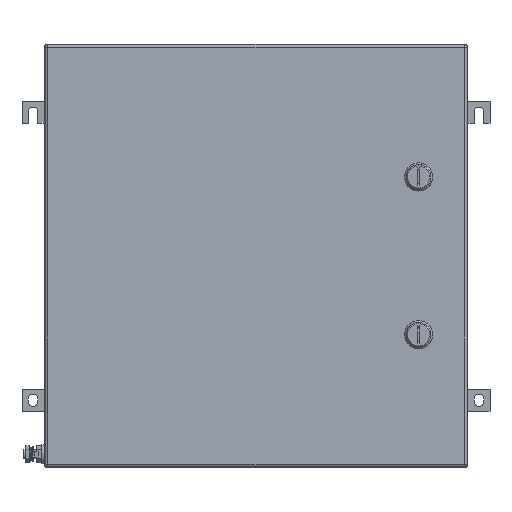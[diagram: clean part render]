
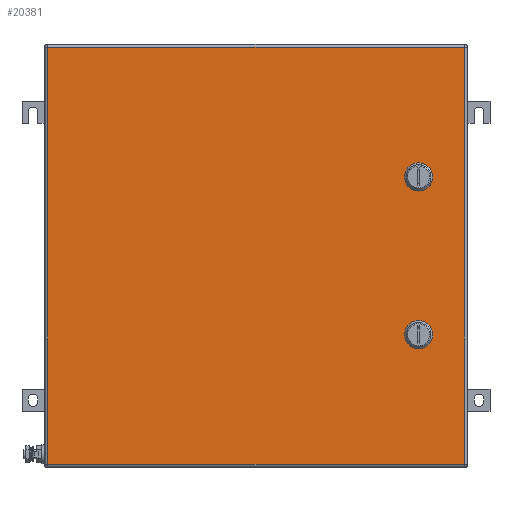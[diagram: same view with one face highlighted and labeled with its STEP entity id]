
A CAD part, top view. The second image highlights one B-rep face of the part: STEP entity #20381.
In plain terms, the highlighted planar face has unit normal (0, 0, 1).
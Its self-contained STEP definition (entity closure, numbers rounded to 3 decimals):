
#20195=AXIS2_PLACEMENT_3D('Circle Axis2P3D',#20193,#20194,$) ;
#20222=AXIS2_PLACEMENT_3D('Plane Axis2P3D',#20219,#20220,#20221) ;
#20267=AXIS2_PLACEMENT_3D('Circle Axis2P3D',#20265,#20266,$) ;
#20281=AXIS2_PLACEMENT_3D('Circle Axis2P3D',#20279,#20280,$) ;
#20295=AXIS2_PLACEMENT_3D('Circle Axis2P3D',#20293,#20294,$) ;
#20317=AXIS2_PLACEMENT_3D('Circle Axis2P3D',#20315,#20316,$) ;
#20333=AXIS2_PLACEMENT_3D('Circle Axis2P3D',#20331,#20332,$) ;
#20347=AXIS2_PLACEMENT_3D('Circle Axis2P3D',#20345,#20346,$) ;
#20361=AXIS2_PLACEMENT_3D('Circle Axis2P3D',#20359,#20360,$) ;
#20190=CARTESIAN_POINT('Vertex',(455.056,319.45,203.5)) ;
#20193=CARTESIAN_POINT('Axis2P3D Location',(450.,329.5,203.5)) ;
#20197=CARTESIAN_POINT('Vertex',(460.05,324.444,203.5)) ;
#20219=CARTESIAN_POINT('Axis2P3D Location',(265.5,240.,203.5)) ;
#20224=CARTESIAN_POINT('Line Origine',(265.5,476.5,203.5)) ;
#20228=CARTESIAN_POINT('Vertex',(502.,476.5,203.5)) ;
#20230=CARTESIAN_POINT('Vertex',(29.,476.5,203.5)) ;
#20233=CARTESIAN_POINT('Line Origine',(29.,240.,203.5)) ;
#20237=CARTESIAN_POINT('Vertex',(29.,3.5,203.5)) ;
#20240=CARTESIAN_POINT('Line Origine',(265.5,3.5,203.5)) ;
#20244=CARTESIAN_POINT('Vertex',(502.,3.5,203.5)) ;
#20247=CARTESIAN_POINT('Line Origine',(502.,240.,203.5)) ;
#20258=CARTESIAN_POINT('Line Origine',(450.,319.45,203.5)) ;
#20262=CARTESIAN_POINT('Vertex',(444.944,319.45,203.5)) ;
#20265=CARTESIAN_POINT('Axis2P3D Location',(450.,329.5,203.5)) ;
#20269=CARTESIAN_POINT('Vertex',(439.95,324.444,203.5)) ;
#20272=CARTESIAN_POINT('Line Origine',(439.95,329.5,203.5)) ;
#20276=CARTESIAN_POINT('Vertex',(439.95,334.556,203.5)) ;
#20279=CARTESIAN_POINT('Axis2P3D Location',(450.,329.5,203.5)) ;
#20283=CARTESIAN_POINT('Vertex',(444.944,339.55,203.5)) ;
#20286=CARTESIAN_POINT('Line Origine',(450.,339.55,203.5)) ;
#20290=CARTESIAN_POINT('Vertex',(455.056,339.55,203.5)) ;
#20293=CARTESIAN_POINT('Axis2P3D Location',(450.,329.5,203.5)) ;
#20297=CARTESIAN_POINT('Vertex',(460.05,334.556,203.5)) ;
#20300=CARTESIAN_POINT('Line Origine',(460.05,329.5,203.5)) ;
#20315=CARTESIAN_POINT('Axis2P3D Location',(450.,150.5,203.5)) ;
#20319=CARTESIAN_POINT('Vertex',(455.056,140.45,203.5)) ;
#20321=CARTESIAN_POINT('Vertex',(460.05,145.444,203.5)) ;
#20324=CARTESIAN_POINT('Line Origine',(450.,140.45,203.5)) ;
#20328=CARTESIAN_POINT('Vertex',(444.944,140.45,203.5)) ;
#20331=CARTESIAN_POINT('Axis2P3D Location',(450.,150.5,203.5)) ;
#20335=CARTESIAN_POINT('Vertex',(439.95,145.444,203.5)) ;
#20338=CARTESIAN_POINT('Line Origine',(439.95,150.5,203.5)) ;
#20342=CARTESIAN_POINT('Vertex',(439.95,155.556,203.5)) ;
#20345=CARTESIAN_POINT('Axis2P3D Location',(450.,150.5,203.5)) ;
#20349=CARTESIAN_POINT('Vertex',(444.944,160.55,203.5)) ;
#20352=CARTESIAN_POINT('Line Origine',(450.,160.55,203.5)) ;
#20356=CARTESIAN_POINT('Vertex',(455.056,160.55,203.5)) ;
#20359=CARTESIAN_POINT('Axis2P3D Location',(450.,150.5,203.5)) ;
#20363=CARTESIAN_POINT('Vertex',(460.05,155.556,203.5)) ;
#20366=CARTESIAN_POINT('Line Origine',(460.05,150.5,203.5)) ;
#20194=DIRECTION('Axis2P3D Direction',(0.,0.,1.)) ;
#20220=DIRECTION('Axis2P3D Direction',(0.,0.,1.)) ;
#20221=DIRECTION('Axis2P3D XDirection',(1.,0.,0.)) ;
#20225=DIRECTION('Vector Direction',(1.,0.,0.)) ;
#20234=DIRECTION('Vector Direction',(0.,-1.,0.)) ;
#20241=DIRECTION('Vector Direction',(1.,0.,0.)) ;
#20248=DIRECTION('Vector Direction',(0.,1.,0.)) ;
#20259=DIRECTION('Vector Direction',(1.,0.,0.)) ;
#20266=DIRECTION('Axis2P3D Direction',(0.,0.,1.)) ;
#20273=DIRECTION('Vector Direction',(0.,1.,0.)) ;
#20280=DIRECTION('Axis2P3D Direction',(0.,0.,1.)) ;
#20287=DIRECTION('Vector Direction',(1.,0.,0.)) ;
#20294=DIRECTION('Axis2P3D Direction',(0.,0.,1.)) ;
#20301=DIRECTION('Vector Direction',(0.,-1.,0.)) ;
#20316=DIRECTION('Axis2P3D Direction',(0.,0.,1.)) ;
#20325=DIRECTION('Vector Direction',(1.,0.,0.)) ;
#20332=DIRECTION('Axis2P3D Direction',(0.,0.,1.)) ;
#20339=DIRECTION('Vector Direction',(0.,1.,0.)) ;
#20346=DIRECTION('Axis2P3D Direction',(0.,0.,1.)) ;
#20353=DIRECTION('Vector Direction',(1.,0.,0.)) ;
#20360=DIRECTION('Axis2P3D Direction',(0.,0.,1.)) ;
#20367=DIRECTION('Vector Direction',(0.,-1.,0.)) ;
#20226=VECTOR('Line Direction',#20225,1.) ;
#20235=VECTOR('Line Direction',#20234,1.) ;
#20242=VECTOR('Line Direction',#20241,1.) ;
#20249=VECTOR('Line Direction',#20248,1.) ;
#20260=VECTOR('Line Direction',#20259,1.) ;
#20274=VECTOR('Line Direction',#20273,1.) ;
#20288=VECTOR('Line Direction',#20287,1.) ;
#20302=VECTOR('Line Direction',#20301,1.) ;
#20326=VECTOR('Line Direction',#20325,1.) ;
#20340=VECTOR('Line Direction',#20339,1.) ;
#20354=VECTOR('Line Direction',#20353,1.) ;
#20368=VECTOR('Line Direction',#20367,1.) ;
#20253=ORIENTED_EDGE('',*,*,#20232,.T.) ;
#20254=ORIENTED_EDGE('',*,*,#20239,.T.) ;
#20255=ORIENTED_EDGE('',*,*,#20246,.T.) ;
#20256=ORIENTED_EDGE('',*,*,#20251,.T.) ;
#20306=ORIENTED_EDGE('',*,*,#20264,.F.) ;
#20307=ORIENTED_EDGE('',*,*,#20271,.F.) ;
#20308=ORIENTED_EDGE('',*,*,#20278,.T.) ;
#20309=ORIENTED_EDGE('',*,*,#20285,.F.) ;
#20310=ORIENTED_EDGE('',*,*,#20292,.T.) ;
#20311=ORIENTED_EDGE('',*,*,#20299,.F.) ;
#20312=ORIENTED_EDGE('',*,*,#20304,.T.) ;
#20313=ORIENTED_EDGE('',*,*,#20199,.F.) ;
#20372=ORIENTED_EDGE('',*,*,#20323,.F.) ;
#20373=ORIENTED_EDGE('',*,*,#20330,.F.) ;
#20374=ORIENTED_EDGE('',*,*,#20337,.F.) ;
#20375=ORIENTED_EDGE('',*,*,#20344,.T.) ;
#20376=ORIENTED_EDGE('',*,*,#20351,.F.) ;
#20377=ORIENTED_EDGE('',*,*,#20358,.T.) ;
#20378=ORIENTED_EDGE('',*,*,#20365,.F.) ;
#20379=ORIENTED_EDGE('',*,*,#20370,.T.) ;
#20314=FACE_BOUND('',#20305,.T.) ;
#20380=FACE_BOUND('',#20371,.T.) ;
#20381=ADVANCED_FACE('ZUB_KTB_QL_484820_0GP_AllCATPart.2\\ZUB_DE_KTB_QL.1\\DE_KTB_MH_PART_MASTER.1\\Koerper.2',(#20257,#20314,#20380),#20223,.T.) ;
#20196=CIRCLE('generated circle',#20195,11.25) ;
#20268=CIRCLE('generated circle',#20267,11.25) ;
#20282=CIRCLE('generated circle',#20281,11.25) ;
#20296=CIRCLE('generated circle',#20295,11.25) ;
#20318=CIRCLE('generated circle',#20317,11.25) ;
#20334=CIRCLE('generated circle',#20333,11.25) ;
#20348=CIRCLE('generated circle',#20347,11.25) ;
#20362=CIRCLE('generated circle',#20361,11.25) ;
#20199=EDGE_CURVE('',#20191,#20198,#20196,.T.) ;
#20232=EDGE_CURVE('',#20229,#20231,#20227,.F.) ;
#20239=EDGE_CURVE('',#20231,#20238,#20236,.T.) ;
#20246=EDGE_CURVE('',#20238,#20245,#20243,.T.) ;
#20251=EDGE_CURVE('',#20245,#20229,#20250,.T.) ;
#20264=EDGE_CURVE('',#20263,#20191,#20261,.T.) ;
#20271=EDGE_CURVE('',#20270,#20263,#20268,.T.) ;
#20278=EDGE_CURVE('',#20270,#20277,#20275,.T.) ;
#20285=EDGE_CURVE('',#20284,#20277,#20282,.T.) ;
#20292=EDGE_CURVE('',#20284,#20291,#20289,.T.) ;
#20299=EDGE_CURVE('',#20298,#20291,#20296,.T.) ;
#20304=EDGE_CURVE('',#20298,#20198,#20303,.T.) ;
#20323=EDGE_CURVE('',#20320,#20322,#20318,.T.) ;
#20330=EDGE_CURVE('',#20329,#20320,#20327,.T.) ;
#20337=EDGE_CURVE('',#20336,#20329,#20334,.T.) ;
#20344=EDGE_CURVE('',#20336,#20343,#20341,.T.) ;
#20351=EDGE_CURVE('',#20350,#20343,#20348,.T.) ;
#20358=EDGE_CURVE('',#20350,#20357,#20355,.T.) ;
#20365=EDGE_CURVE('',#20364,#20357,#20362,.T.) ;
#20370=EDGE_CURVE('',#20364,#20322,#20369,.T.) ;
#20252=EDGE_LOOP('',(#20253,#20254,#20255,#20256)) ;
#20305=EDGE_LOOP('',(#20306,#20307,#20308,#20309,#20310,#20311,#20312,#20313)) ;
#20371=EDGE_LOOP('',(#20372,#20373,#20374,#20375,#20376,#20377,#20378,#20379)) ;
#20257=FACE_OUTER_BOUND('',#20252,.T.) ;
#20227=LINE('Line',#20224,#20226) ;
#20236=LINE('Line',#20233,#20235) ;
#20243=LINE('Line',#20240,#20242) ;
#20250=LINE('Line',#20247,#20249) ;
#20261=LINE('Line',#20258,#20260) ;
#20275=LINE('Line',#20272,#20274) ;
#20289=LINE('Line',#20286,#20288) ;
#20303=LINE('Line',#20300,#20302) ;
#20327=LINE('Line',#20324,#20326) ;
#20341=LINE('Line',#20338,#20340) ;
#20355=LINE('Line',#20352,#20354) ;
#20369=LINE('Line',#20366,#20368) ;
#20223=PLANE('',#20222) ;
#20191=VERTEX_POINT('',#20190) ;
#20198=VERTEX_POINT('',#20197) ;
#20229=VERTEX_POINT('',#20228) ;
#20231=VERTEX_POINT('',#20230) ;
#20238=VERTEX_POINT('',#20237) ;
#20245=VERTEX_POINT('',#20244) ;
#20263=VERTEX_POINT('',#20262) ;
#20270=VERTEX_POINT('',#20269) ;
#20277=VERTEX_POINT('',#20276) ;
#20284=VERTEX_POINT('',#20283) ;
#20291=VERTEX_POINT('',#20290) ;
#20298=VERTEX_POINT('',#20297) ;
#20320=VERTEX_POINT('',#20319) ;
#20322=VERTEX_POINT('',#20321) ;
#20329=VERTEX_POINT('',#20328) ;
#20336=VERTEX_POINT('',#20335) ;
#20343=VERTEX_POINT('',#20342) ;
#20350=VERTEX_POINT('',#20349) ;
#20357=VERTEX_POINT('',#20356) ;
#20364=VERTEX_POINT('',#20363) ;
